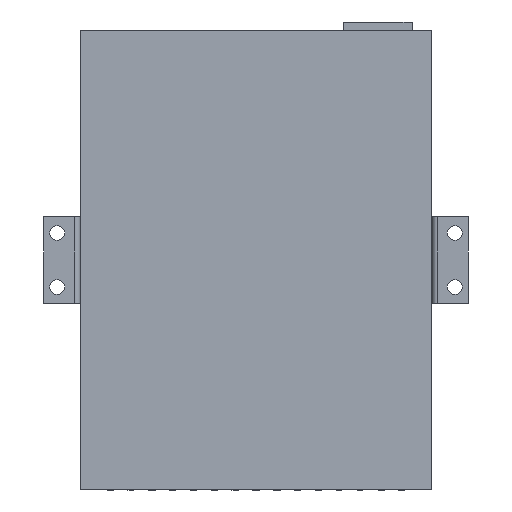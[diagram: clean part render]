
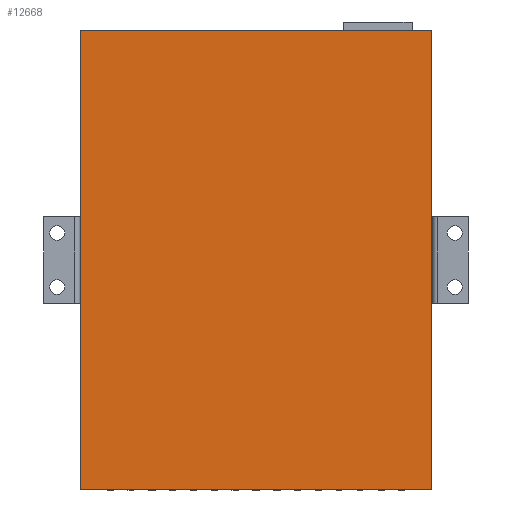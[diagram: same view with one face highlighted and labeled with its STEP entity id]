
A CAD part, left-side view. The second image highlights one B-rep face of the part: STEP entity #12668.
In plain terms, the highlighted planar face has unit normal (-1, 0, 0).
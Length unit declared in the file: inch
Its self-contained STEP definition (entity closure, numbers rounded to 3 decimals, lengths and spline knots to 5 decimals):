
#1530 = EDGE_CURVE ( 'NONE', #47273, #45994, #32439, .T. ) ;
#1853 = CARTESIAN_POINT ( 'NONE',  ( 99.1399, 66.98857, 0. ) ) ;
#3533 = CARTESIAN_POINT ( 'NONE',  ( 99.1399, 71.66967, 6.69291 ) ) ;
#5845 = CARTESIAN_POINT ( 'NONE',  ( 99.1399, 66.55156, 6.69291 ) ) ;
#12668 = ADVANCED_FACE ( 'NONE', ( #18853 ), #36125, .F. ) ;
#13434 = VECTOR ( 'NONE', #29577, 39.37008 ) ;
#14377 = CARTESIAN_POINT ( 'NONE',  ( 99.1399, 66.55156, 6.69291 ) ) ;
#14600 = DIRECTION ( 'NONE',  ( 1., 0., 0. ) ) ;
#18534 = LINE ( 'NONE', #48280, #36353 ) ;
#18853 = FACE_OUTER_BOUND ( 'NONE', #29752, .T. ) ;
#20255 = LINE ( 'NONE', #3533, #13434 ) ;
#21394 = ORIENTED_EDGE ( 'NONE', *, *, #39035, .F. ) ;
#25723 = VERTEX_POINT ( 'NONE', #51412 ) ;
#29577 = DIRECTION ( 'NONE',  ( 0., 0., 1. ) ) ;
#29752 = EDGE_LOOP ( 'NONE', ( #34649, #21394, #36690, #52963 ) ) ;
#30377 = VECTOR ( 'NONE', #31638, 39.37008 ) ;
#31638 = DIRECTION ( 'NONE',  ( 0., 0., -1. ) ) ;
#31872 = DIRECTION ( 'NONE',  ( 0., 1., 0. ) ) ;
#32439 = LINE ( 'NONE', #1853, #37491 ) ;
#34649 = ORIENTED_EDGE ( 'NONE', *, *, #36931, .F. ) ;
#36125 = PLANE ( 'NONE',  #55500 ) ;
#36353 = VECTOR ( 'NONE', #44312, 39.37008 ) ;
#36690 = ORIENTED_EDGE ( 'NONE', *, *, #54839, .F. ) ;
#36931 = EDGE_CURVE ( 'NONE', #38103, #47273, #53986, .T. ) ;
#37491 = VECTOR ( 'NONE', #31872, 39.37008 ) ;
#38103 = VERTEX_POINT ( 'NONE', #14377 ) ;
#39035 = EDGE_CURVE ( 'NONE', #25723, #38103, #18534, .T. ) ;
#44312 = DIRECTION ( 'NONE',  ( 0., -1., 0. ) ) ;
#45994 = VERTEX_POINT ( 'NONE', #51726 ) ;
#47273 = VERTEX_POINT ( 'NONE', #53877 ) ;
#48280 = CARTESIAN_POINT ( 'NONE',  ( 99.1399, 66.98857, 6.69291 ) ) ;
#49425 = DIRECTION ( 'NONE',  ( 0., 0., -1. ) ) ;
#51412 = CARTESIAN_POINT ( 'NONE',  ( 99.1399, 71.66967, 6.69291 ) ) ;
#51726 = CARTESIAN_POINT ( 'NONE',  ( 99.1399, 71.66967, 0. ) ) ;
#52963 = ORIENTED_EDGE ( 'NONE', *, *, #1530, .F. ) ;
#53398 = CARTESIAN_POINT ( 'NONE',  ( 99.1399, 66.55156, 6.69291 ) ) ;
#53877 = CARTESIAN_POINT ( 'NONE',  ( 99.1399, 66.55156, 0. ) ) ;
#53986 = LINE ( 'NONE', #5845, #30377 ) ;
#54839 = EDGE_CURVE ( 'NONE', #45994, #25723, #20255, .T. ) ;
#55500 = AXIS2_PLACEMENT_3D ( 'NONE', #53398, #14600, #49425 ) ;
